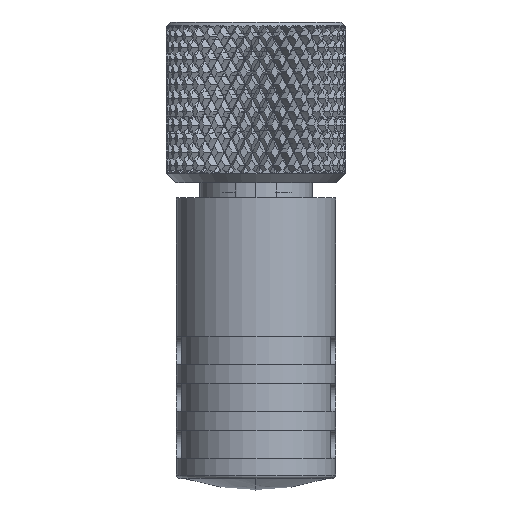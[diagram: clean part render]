
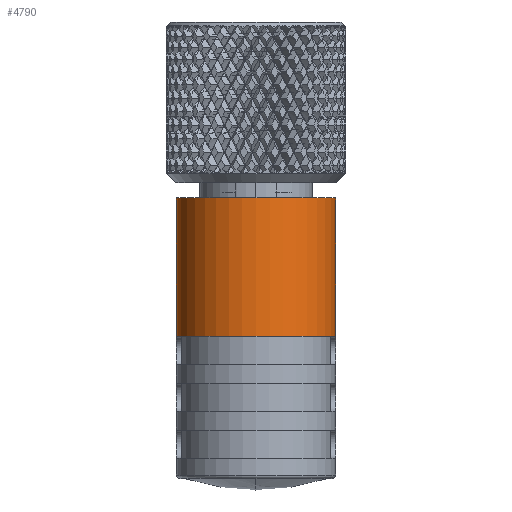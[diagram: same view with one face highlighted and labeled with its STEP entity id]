
A CAD part, left-side view. The second image highlights one B-rep face of the part: STEP entity #4790.
In plain terms, the highlighted cylindrical face has radius 4.25 mm (diameter 8.5 mm), a partial arc.
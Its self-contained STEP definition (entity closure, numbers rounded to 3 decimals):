
#3643=CARTESIAN_POINT('',(22.462,-8.55,-4.05));
#3644=CARTESIAN_POINT('',(22.549,-8.55,-4.078));
#3645=CARTESIAN_POINT('',(22.733,-8.539,
-4.13));
#3646=CARTESIAN_POINT('',(23.039,-8.495,
-4.194));
#3647=CARTESIAN_POINT('',(23.376,-8.431,
-4.238));
#3648=CARTESIAN_POINT('',(23.622,-8.378,-4.25));
#3649=CARTESIAN_POINT('',(23.75,-8.35,-4.25));
#3663=DIRECTION('',(0.,-1.,0.));
#3664=VECTOR('',#3663,4.8);
#3665=CARTESIAN_POINT('',(23.75,-3.55,-4.25));
#3666=LINE('',#3665,#3664);
#3738=DIRECTION('',(0.,-1.,0.));
#3739=VECTOR('',#3738,2.4);
#3740=CARTESIAN_POINT('',(23.75,-8.55,-4.25));
#3741=LINE('',#3740,#3739);
#3742=CARTESIAN_POINT('',(23.75,-3.55,0.));
#3743=DIRECTION('',(0.,-1.,0.));
#3744=DIRECTION('',(0.,0.,-1.));
#3745=AXIS2_PLACEMENT_3D('',#3742,#3743,#3744);
#3842=DIRECTION('',(0.,-1.,0.));
#3843=VECTOR('',#3842,4.8);
#3844=CARTESIAN_POINT('',(23.75,-3.55,4.25));
#3845=LINE('',#3844,#3843);
#3846=CARTESIAN_POINT('',(23.75,-8.35,4.25));
#3847=CARTESIAN_POINT('',(23.698,-8.361,4.25));
#3848=CARTESIAN_POINT('',(23.593,-8.384,4.248));
#3849=CARTESIAN_POINT('',(23.435,-8.418,4.239));
#3850=CARTESIAN_POINT('',(23.276,-8.45,4.224));
#3851=CARTESIAN_POINT('',(23.118,-8.48,4.204));
#3852=CARTESIAN_POINT('',(22.964,-8.506,4.178));
#3853=CARTESIAN_POINT('',(22.808,-8.527,4.145));
#3854=CARTESIAN_POINT('',(22.645,-8.544,4.105));
#3855=CARTESIAN_POINT('',(22.524,-8.55,4.07));
#3856=CARTESIAN_POINT('',(22.462,-8.55,4.05));
#3875=CARTESIAN_POINT('',(23.75,-8.55,0.));
#3876=DIRECTION('',(0.,-1.,0.));
#3877=DIRECTION('',(-0.303,0.,-0.953));
#3878=AXIS2_PLACEMENT_3D('',#3875,#3876,#3877);
#3880=CARTESIAN_POINT('',(23.75,-8.55,0.));
#3881=DIRECTION('',(0.,-1.,0.));
#3882=DIRECTION('',(0.,0.,1.));
#3883=AXIS2_PLACEMENT_3D('',#3880,#3881,#3882);
#3885=DIRECTION('',(0.,-1.,0.));
#3886=VECTOR('',#3885,2.4);
#3887=CARTESIAN_POINT('',(23.75,-8.55,4.25));
#3888=LINE('',#3887,#3886);
#3894=CARTESIAN_POINT('',(23.75,-10.95,0.));
#3895=DIRECTION('',(0.,-1.,0.));
#3896=DIRECTION('',(0.,0.,-1.));
#3897=AXIS2_PLACEMENT_3D('',#3894,#3895,#3896);
#4371=CARTESIAN_POINT('',(23.75,-10.95,4.25));
#4372=CARTESIAN_POINT('',(23.75,-10.95,-4.25));
#4373=VERTEX_POINT('',#4371);
#4374=VERTEX_POINT('',#4372);
#4419=CARTESIAN_POINT('',(23.75,-3.55,-4.25));
#4420=CARTESIAN_POINT('',(23.75,-3.55,4.25));
#4421=VERTEX_POINT('',#4419);
#4422=VERTEX_POINT('',#4420);
#4471=CARTESIAN_POINT('',(22.462,-8.55,4.05));
#4473=VERTEX_POINT('',#4471);
#4475=CARTESIAN_POINT('',(23.75,-8.35,4.25));
#4477=VERTEX_POINT('',#4475);
#4503=CARTESIAN_POINT('',(23.75,-8.35,-4.25));
#4504=VERTEX_POINT('',#4503);
#4505=CARTESIAN_POINT('',(22.462,-8.55,-4.05));
#4506=VERTEX_POINT('',#4505);
#4507=CARTESIAN_POINT('',(23.75,-8.55,-4.25));
#4508=VERTEX_POINT('',#4507);
#4509=CARTESIAN_POINT('',(23.75,-8.55,4.25));
#4510=VERTEX_POINT('',#4509);
#4765=CARTESIAN_POINT('',(23.75,20.475,0.));
#4766=DIRECTION('',(0.,-1.,0.));
#4767=DIRECTION('',(0.,0.,1.));
#4768=AXIS2_PLACEMENT_3D('',#4765,#4766,#4767);
#4769=CYLINDRICAL_SURFACE('',#4768,4.25);
#4770=ORIENTED_EDGE('',*,*,#4662,.T.);
#4771=ORIENTED_EDGE('',*,*,#4648,.F.);
#4773=ORIENTED_EDGE('',*,*,#4772,.T.);
#4775=ORIENTED_EDGE('',*,*,#4774,.T.);
#4777=ORIENTED_EDGE('',*,*,#4776,.T.);
#4779=ORIENTED_EDGE('',*,*,#4778,.F.);
#4781=ORIENTED_EDGE('',*,*,#4780,.T.);
#4783=ORIENTED_EDGE('',*,*,#4782,.F.);
#4785=ORIENTED_EDGE('',*,*,#4784,.F.);
#4787=ORIENTED_EDGE('',*,*,#4786,.F.);
#4788=EDGE_LOOP('',(#4770,#4771,#4773,#4775,#4777,#4779,#4781,#4783,#4785,
#4787));
#4789=FACE_OUTER_BOUND('',#4788,.F.);
#4790=ADVANCED_FACE('',(#4789),#4769,.T.);
#3650=B_SPLINE_CURVE_WITH_KNOTS('',3,(#3643,#3644,#3645,#3646,#3647,#3648,
#3649),.UNSPECIFIED.,.F.,.F.,(4,1,1,1,4),(0.,0.25,0.5,0.75,1.),
.UNSPECIFIED.);
#3746=CIRCLE('',#3745,4.25);
#3857=B_SPLINE_CURVE_WITH_KNOTS('',3,(#3846,#3847,#3848,#3849,#3850,#3851,#3852,
#3853,#3854,#3855,#3856),.UNSPECIFIED.,.F.,.F.,(4,1,1,1,1,1,1,1,4),(0.,
0.125,0.25,0.375,0.5,0.625,0.75,0.875,1.),.UNSPECIFIED.);
#3879=CIRCLE('',#3878,4.25);
#3884=CIRCLE('',#3883,4.25);
#3898=CIRCLE('',#3897,4.25);
#4648=EDGE_CURVE('',#4506,#4504,#3650,.T.);
#4662=EDGE_CURVE('',#4421,#4504,#3666,.T.);
#4772=EDGE_CURVE('',#4506,#4508,#3879,.T.);
#4774=EDGE_CURVE('',#4508,#4374,#3741,.T.);
#4776=EDGE_CURVE('',#4374,#4373,#3898,.T.);
#4778=EDGE_CURVE('',#4510,#4373,#3888,.T.);
#4780=EDGE_CURVE('',#4510,#4473,#3884,.T.);
#4782=EDGE_CURVE('',#4477,#4473,#3857,.T.);
#4784=EDGE_CURVE('',#4422,#4477,#3845,.T.);
#4786=EDGE_CURVE('',#4421,#4422,#3746,.T.);
